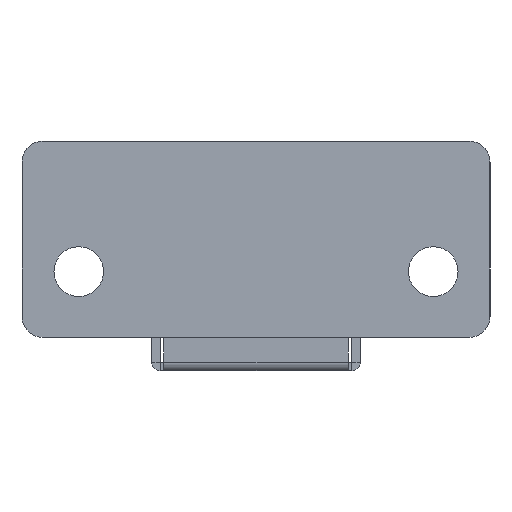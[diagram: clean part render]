
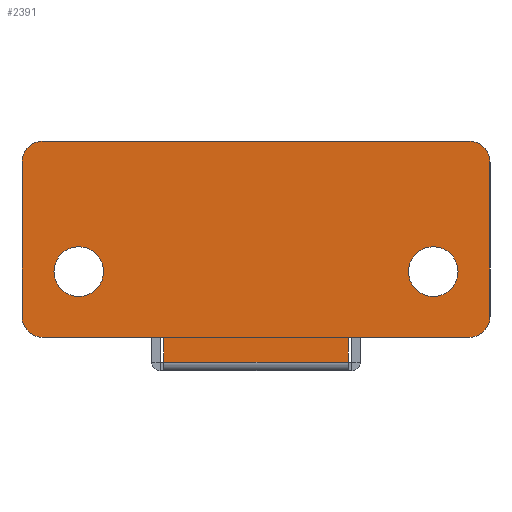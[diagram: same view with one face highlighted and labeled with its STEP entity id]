
A CAD part, left-side view. The second image highlights one B-rep face of the part: STEP entity #2391.
In plain terms, the highlighted planar face has unit normal (-1, 0, 0).
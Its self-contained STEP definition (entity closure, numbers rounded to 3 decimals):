
#92 = EDGE_CURVE ( 'NONE', #729, #794, #5671, .T. ) ;
#98 = EDGE_CURVE ( 'NONE', #746, #809, #5084, .T. ) ;
#110 = EDGE_CURVE ( 'NONE', #743, #749, #5102, .T. ) ;
#112 = EDGE_CURVE ( 'NONE', #860, #745, #5105, .T. ) ;
#113 = EDGE_CURVE ( 'NONE', #782, #743, #5113, .T. ) ;
#114 = EDGE_CURVE ( 'NONE', #749, #745, #5107, .T. ) ;
#115 = EDGE_CURVE ( 'NONE', #794, #729, #5116, .T. ) ;
#116 = EDGE_CURVE ( 'NONE', #774, #782, #5111, .T. ) ;
#117 = EDGE_CURVE ( 'NONE', #860, #861, #5117, .T. ) ;
#118 = EDGE_CURVE ( 'NONE', #861, #857, #5119, .T. ) ;
#119 = EDGE_CURVE ( 'NONE', #857, #854, #5122, .T. ) ;
#120 = EDGE_CURVE ( 'NONE', #852, #854, #5110, .T. ) ;
#121 = EDGE_CURVE ( 'NONE', #852, #851, #5124, .T. ) ;
#122 = EDGE_CURVE ( 'NONE', #865, #851, #5121, .T. ) ;
#123 = EDGE_CURVE ( 'NONE', #865, #774, #5126, .T. ) ;
#125 = EDGE_CURVE ( 'NONE', #809, #746, #5130, .T. ) ;
#729 = VERTEX_POINT ( 'NONE', #1789 ) ;
#743 = VERTEX_POINT ( 'NONE', #1806 ) ;
#745 = VERTEX_POINT ( 'NONE', #1808 ) ;
#746 = VERTEX_POINT ( 'NONE', #1809 ) ;
#749 = VERTEX_POINT ( 'NONE', #1812 ) ;
#774 = VERTEX_POINT ( 'NONE', #1830 ) ;
#782 = VERTEX_POINT ( 'NONE', #1835 ) ;
#794 = VERTEX_POINT ( 'NONE', #1843 ) ;
#809 = VERTEX_POINT ( 'NONE', #1858 ) ;
#851 = VERTEX_POINT ( 'NONE', #1902 ) ;
#852 = VERTEX_POINT ( 'NONE', #1903 ) ;
#854 = VERTEX_POINT ( 'NONE', #1905 ) ;
#857 = VERTEX_POINT ( 'NONE', #1909 ) ;
#860 = VERTEX_POINT ( 'NONE', #1912 ) ;
#861 = VERTEX_POINT ( 'NONE', #1913 ) ;
#865 = VERTEX_POINT ( 'NONE', #1917 ) ;
#1405 = CARTESIAN_POINT ( 'NONE',  ( -242.5, -25., 14. ) ) ;
#1407 = DIRECTION ( 'NONE',  ( 1., 0., 0. ) ) ;
#1408 = DIRECTION ( 'NONE',  ( 0., 0., -1. ) ) ;
#1430 = CARTESIAN_POINT ( 'NONE',  ( -242.5, 25., 14. ) ) ;
#1434 = DIRECTION ( 'NONE',  ( -1., 0., 0. ) ) ;
#1436 = DIRECTION ( 'NONE',  ( 0., 0., -1. ) ) ;
#1483 = CARTESIAN_POINT ( 'NONE',  ( -242.5, -33., 4.7 ) ) ;
#1484 = DIRECTION ( 'NONE',  ( 0., -1., 0. ) ) ;
#1488 = CARTESIAN_POINT ( 'NONE',  ( -242.5, -25., 14. ) ) ;
#1489 = CARTESIAN_POINT ( 'NONE',  ( -242.5, 13., 1.21 ) ) ;
#1490 = DIRECTION ( 'NONE',  ( 0., 1., 0. ) ) ;
#1491 = CARTESIAN_POINT ( 'NONE',  ( -242.5, 30., 7.7 ) ) ;
#1492 = CARTESIAN_POINT ( 'NONE',  ( -242.5, -30., 7.7 ) ) ;
#1493 = DIRECTION ( 'NONE',  ( -1., 0., 0. ) ) ;
#1494 = DIRECTION ( 'NONE',  ( 0., 0., -1. ) ) ;
#1495 = CARTESIAN_POINT ( 'NONE',  ( -242.5, 13., 1.2 ) ) ;
#1496 = DIRECTION ( 'NONE',  ( 0., 0., -1. ) ) ;
#1497 = DIRECTION ( 'NONE',  ( 1., 0., 0. ) ) ;
#1498 = DIRECTION ( 'NONE',  ( 0., 0., -1. ) ) ;
#1499 = CARTESIAN_POINT ( 'NONE',  ( -242.5, 33., 32.4 ) ) ;
#1500 = DIRECTION ( 'NONE',  ( 0., 0., -1. ) ) ;
#1501 = CARTESIAN_POINT ( 'NONE',  ( -242.5, -13., 4.7 ) ) ;
#1502 = DIRECTION ( 'NONE',  ( 0., 0., 1. ) ) ;
#1503 = CARTESIAN_POINT ( 'NONE',  ( -242.5, -33., 4.7 ) ) ;
#1504 = DIRECTION ( 'NONE',  ( 0., -1., 0. ) ) ;
#1505 = DIRECTION ( 'NONE',  ( -1., 0., 0. ) ) ;
#1506 = DIRECTION ( 'NONE',  ( 0., 0., -1. ) ) ;
#1507 = CARTESIAN_POINT ( 'NONE',  ( -242.5, -33., 32.4 ) ) ;
#1508 = DIRECTION ( 'NONE',  ( 0., 0., -1. ) ) ;
#1509 = CARTESIAN_POINT ( 'NONE',  ( -242.5, -30., 29.4 ) ) ;
#1510 = DIRECTION ( 'NONE',  ( -1., 0., 0. ) ) ;
#1511 = DIRECTION ( 'NONE',  ( 0., 0., -1. ) ) ;
#1513 = CARTESIAN_POINT ( 'NONE',  ( -242.5, -33., 32.4 ) ) ;
#1514 = DIRECTION ( 'NONE',  ( 0., -1., 0. ) ) ;
#1515 = CARTESIAN_POINT ( 'NONE',  ( -242.5, 30., 29.4 ) ) ;
#1516 = CARTESIAN_POINT ( 'NONE',  ( -242.5, 25., 14. ) ) ;
#1517 = DIRECTION ( 'NONE',  ( -1., 0., 0. ) ) ;
#1518 = DIRECTION ( 'NONE',  ( 0., 0., -1. ) ) ;
#1522 = DIRECTION ( 'NONE',  ( -1., 0., 0. ) ) ;
#1523 = DIRECTION ( 'NONE',  ( 0., 0., -1. ) ) ;
#1789 = CARTESIAN_POINT ( 'NONE',  ( -242.5, -25., 17.5 ) ) ;
#1806 = CARTESIAN_POINT ( 'NONE',  ( -242.5, 30., 4.7 ) ) ;
#1808 = CARTESIAN_POINT ( 'NONE',  ( -242.5, 13., 1.21 ) ) ;
#1809 = CARTESIAN_POINT ( 'NONE',  ( -242.5, 25., 10.5 ) ) ;
#1812 = CARTESIAN_POINT ( 'NONE',  ( -242.5, 13., 4.7 ) ) ;
#1830 = CARTESIAN_POINT ( 'NONE',  ( -242.5, 33., 29.4 ) ) ;
#1835 = CARTESIAN_POINT ( 'NONE',  ( -242.5, 33., 7.7 ) ) ;
#1843 = CARTESIAN_POINT ( 'NONE',  ( -242.5, -25., 10.5 ) ) ;
#1858 = CARTESIAN_POINT ( 'NONE',  ( -242.5, 25., 17.5 ) ) ;
#1902 = CARTESIAN_POINT ( 'NONE',  ( -242.5, -30., 32.4 ) ) ;
#1903 = CARTESIAN_POINT ( 'NONE',  ( -242.5, -33., 29.4 ) ) ;
#1905 = CARTESIAN_POINT ( 'NONE',  ( -242.5, -33., 7.7 ) ) ;
#1909 = CARTESIAN_POINT ( 'NONE',  ( -242.5, -30., 4.7 ) ) ;
#1912 = CARTESIAN_POINT ( 'NONE',  ( -242.5, -13., 1.21 ) ) ;
#1913 = CARTESIAN_POINT ( 'NONE',  ( -242.5, -13., 4.7 ) ) ;
#1917 = CARTESIAN_POINT ( 'NONE',  ( -242.5, 30., 32.4 ) ) ;
#2391 = ADVANCED_FACE ( 'NONE', ( #4561, #4576, #4579 ), #2756, .F. ) ;
#2755 = CARTESIAN_POINT ( 'NONE',  ( -242.5, 13., 1.2 ) ) ;
#2756 = PLANE ( 'NONE',  #4889 ) ;
#2757 = DIRECTION ( 'NONE',  ( 1., 0., 0. ) ) ;
#2758 = DIRECTION ( 'NONE',  ( 0., 0., -1. ) ) ;
#4561 = FACE_BOUND ( 'NONE', #5729, .T. ) ;
#4576 = FACE_OUTER_BOUND ( 'NONE', #5789, .T. ) ;
#4579 = FACE_BOUND ( 'NONE', #5699, .T. ) ;
#4586 = AXIS2_PLACEMENT_3D ( 'NONE', #1405, #1407, #1408 ) ;
#4595 = AXIS2_PLACEMENT_3D ( 'NONE', #1430, #1434, #1436 ) ;
#4606 = AXIS2_PLACEMENT_3D ( 'NONE', #1491, #1493, #1494 ) ;
#4608 = AXIS2_PLACEMENT_3D ( 'NONE', #1509, #1510, #1511 ) ;
#4610 = AXIS2_PLACEMENT_3D ( 'NONE', #1488, #1497, #1498 ) ;
#4612 = AXIS2_PLACEMENT_3D ( 'NONE', #1492, #1505, #1506 ) ;
#4614 = AXIS2_PLACEMENT_3D ( 'NONE', #1515, #1517, #1518 ) ;
#4619 = AXIS2_PLACEMENT_3D ( 'NONE', #1516, #1522, #1523 ) ;
#4889 = AXIS2_PLACEMENT_3D ( 'NONE', #2755, #2757, #2758 ) ;
#5084 = CIRCLE ( 'NONE', #4595, 3.5 ) ;
#5101 = VECTOR ( 'NONE', #1490, 1000. ) ;
#5102 = LINE ( 'NONE', #1483, #5103 ) ;
#5103 = VECTOR ( 'NONE', #1484, 1000. ) ;
#5105 = LINE ( 'NONE', #1489, #5101 ) ;
#5107 = LINE ( 'NONE', #1495, #5108 ) ;
#5108 = VECTOR ( 'NONE', #1496, 1000. ) ;
#5110 = LINE ( 'NONE', #1507, #5115 ) ;
#5111 = LINE ( 'NONE', #1499, #5112 ) ;
#5112 = VECTOR ( 'NONE', #1500, 1000. ) ;
#5113 = CIRCLE ( 'NONE', #4606, 3. ) ;
#5114 = VECTOR ( 'NONE', #1514, 1000. ) ;
#5115 = VECTOR ( 'NONE', #1508, 1000. ) ;
#5116 = CIRCLE ( 'NONE', #4610, 3.5 ) ;
#5117 = LINE ( 'NONE', #1501, #5118 ) ;
#5118 = VECTOR ( 'NONE', #1502, 1000. ) ;
#5119 = LINE ( 'NONE', #1503, #5120 ) ;
#5120 = VECTOR ( 'NONE', #1504, 1000. ) ;
#5121 = LINE ( 'NONE', #1513, #5114 ) ;
#5122 = CIRCLE ( 'NONE', #4612, 3. ) ;
#5124 = CIRCLE ( 'NONE', #4608, 3. ) ;
#5126 = CIRCLE ( 'NONE', #4614, 3. ) ;
#5130 = CIRCLE ( 'NONE', #4619, 3.5 ) ;
#5417 = ORIENTED_EDGE ( 'NONE', *, *, #125, .F. ) ;
#5419 = ORIENTED_EDGE ( 'NONE', *, *, #98, .F. ) ;
#5421 = ORIENTED_EDGE ( 'NONE', *, *, #123, .T. ) ;
#5423 = ORIENTED_EDGE ( 'NONE', *, *, #122, .F. ) ;
#5424 = ORIENTED_EDGE ( 'NONE', *, *, #121, .T. ) ;
#5425 = ORIENTED_EDGE ( 'NONE', *, *, #120, .F. ) ;
#5426 = ORIENTED_EDGE ( 'NONE', *, *, #119, .T. ) ;
#5427 = ORIENTED_EDGE ( 'NONE', *, *, #118, .T. ) ;
#5428 = ORIENTED_EDGE ( 'NONE', *, *, #117, .T. ) ;
#5429 = ORIENTED_EDGE ( 'NONE', *, *, #112, .F. ) ;
#5430 = ORIENTED_EDGE ( 'NONE', *, *, #114, .T. ) ;
#5431 = ORIENTED_EDGE ( 'NONE', *, *, #110, .T. ) ;
#5432 = ORIENTED_EDGE ( 'NONE', *, *, #113, .T. ) ;
#5433 = ORIENTED_EDGE ( 'NONE', *, *, #116, .T. ) ;
#5434 = ORIENTED_EDGE ( 'NONE', *, *, #92, .T. ) ;
#5435 = ORIENTED_EDGE ( 'NONE', *, *, #115, .T. ) ;
#5671 = CIRCLE ( 'NONE', #4586, 3.5 ) ;
#5699 = EDGE_LOOP ( 'NONE', ( #5419, #5417 ) ) ;
#5729 = EDGE_LOOP ( 'NONE', ( #5435, #5434 ) ) ;
#5789 = EDGE_LOOP ( 'NONE', ( #5433, #5432, #5431, #5430, #5429, #5428, #5427, #5426, #5425, #5424, #5423, #5421 ) ) ;
